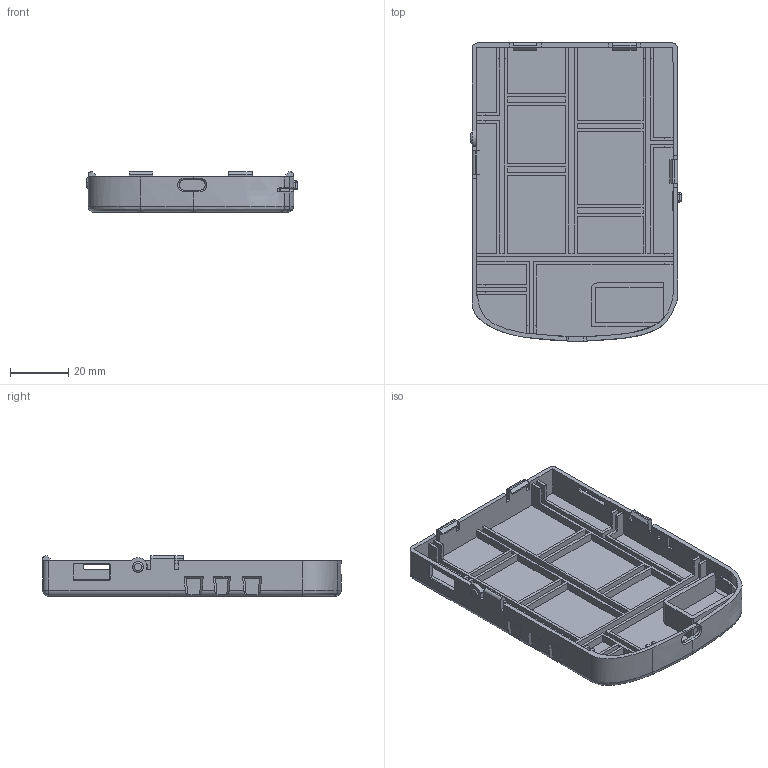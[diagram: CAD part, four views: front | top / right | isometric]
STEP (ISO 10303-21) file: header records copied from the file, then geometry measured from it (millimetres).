
FILE_DESCRIPTION((''),'2;1');
FILE_NAME('ASM0001_ASM_ASM','2023-06-12T14:54:28',('HR'),(''),'CREO PARAMETRIC BY PTC INC, 2019010','CREO PARAMETRIC BY PTC INC, 2019010','');
FILE_SCHEMA(('AUTOMOTIVE_DESIGN { 1 0 10303 214 1 1 1 1 }'));
Length unit declared in the file: millimetre
Products named in the file (5): 0-00; 0-200; ASM0001_ASM_ASM
Assembly tree (4 placements, depth 2):
  ASM0001_ASM_ASM
    0-00
    0-00
    0-00
    0-200
Bounding box: 72.12 x 102.18 x 13.8 mm (x, y, z)
Volume: 22158.7 mm3; surface area: 27938.9 mm2
Topology: 4 solids, 4 shells, 435 faces, 1169 edges, 752 vertices
Faces by surface type: plane 290, cylinder 76, bspline 34, extrusion 24, torus 7, sphere 4
Entity records: 16816 total; most frequent: CARTESIAN_POINT 5974, ORIENTED_EDGE 2338, DIRECTION 1952, EDGE_CURVE 1169, VECTOR 906, LINE 882, VERTEX_POINT 752, AXIS2_PLACEMENT_3D 523
